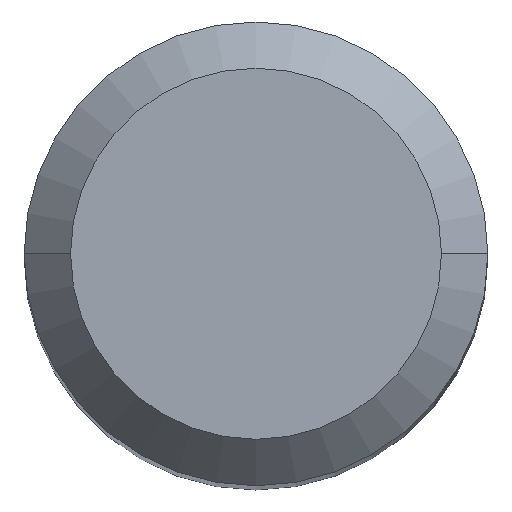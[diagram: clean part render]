
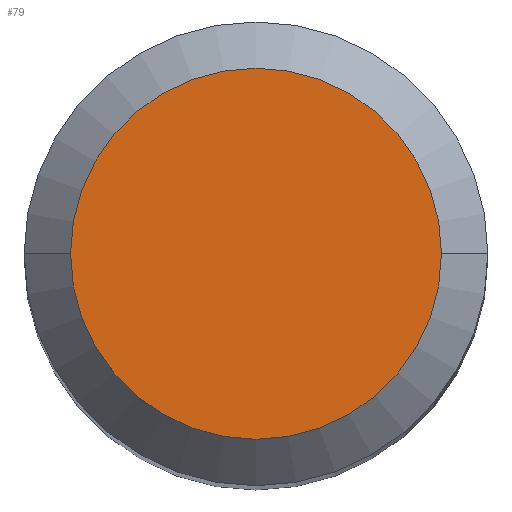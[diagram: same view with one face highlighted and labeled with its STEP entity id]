
A CAD part, top view. The second image highlights one B-rep face of the part: STEP entity #79.
In plain terms, the highlighted planar face has unit normal (0, 0, 1).
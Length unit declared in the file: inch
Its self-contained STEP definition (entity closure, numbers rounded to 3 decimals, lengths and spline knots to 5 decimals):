
#6 = DIRECTION ( 'NONE',  ( 1., 0., 0. ) ) ;
#12 = EDGE_CURVE ( 'NONE', #53, #33, #370, .T. ) ;
#33 = VERTEX_POINT ( 'NONE', #508 ) ;
#43 = PLANE ( 'NONE',  #92 ) ;
#53 = VERTEX_POINT ( 'NONE', #274 ) ;
#79 = ADVANCED_FACE ( 'NONE', ( #281 ), #43, .F. ) ;
#92 = AXIS2_PLACEMENT_3D ( 'NONE', #204, #474, #438 ) ;
#135 = ORIENTED_EDGE ( 'NONE', *, *, #221, .T. ) ;
#204 = CARTESIAN_POINT ( 'NONE',  ( 0., 0., 0. ) ) ;
#218 = AXIS2_PLACEMENT_3D ( 'NONE', #273, #343, #387 ) ;
#221 = EDGE_CURVE ( 'NONE', #33, #53, #228, .T. ) ;
#228 = CIRCLE ( 'NONE', #243, 0.09448 ) ;
#243 = AXIS2_PLACEMENT_3D ( 'NONE', #489, #406, #6 ) ;
#267 = EDGE_LOOP ( 'NONE', ( #338, #135 ) ) ;
#273 = CARTESIAN_POINT ( 'NONE',  ( 0., 0., 0. ) ) ;
#274 = CARTESIAN_POINT ( 'NONE',  ( -0.09448, 0., 0. ) ) ;
#281 = FACE_OUTER_BOUND ( 'NONE', #267, .T. ) ;
#338 = ORIENTED_EDGE ( 'NONE', *, *, #12, .T. ) ;
#343 = DIRECTION ( 'NONE',  ( 0., 0., 1. ) ) ;
#370 = CIRCLE ( 'NONE', #218, 0.09448 ) ;
#387 = DIRECTION ( 'NONE',  ( 1., 0., 0. ) ) ;
#406 = DIRECTION ( 'NONE',  ( 0., 0., 1. ) ) ;
#438 = DIRECTION ( 'NONE',  ( -1., 0., 0. ) ) ;
#474 = DIRECTION ( 'NONE',  ( 0., 0., -1. ) ) ;
#489 = CARTESIAN_POINT ( 'NONE',  ( 0., 0., 0. ) ) ;
#508 = CARTESIAN_POINT ( 'NONE',  ( 0.09448, 0., 0. ) ) ;
